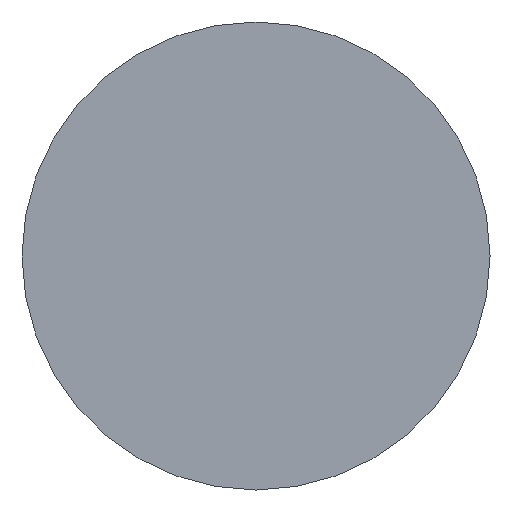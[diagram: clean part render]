
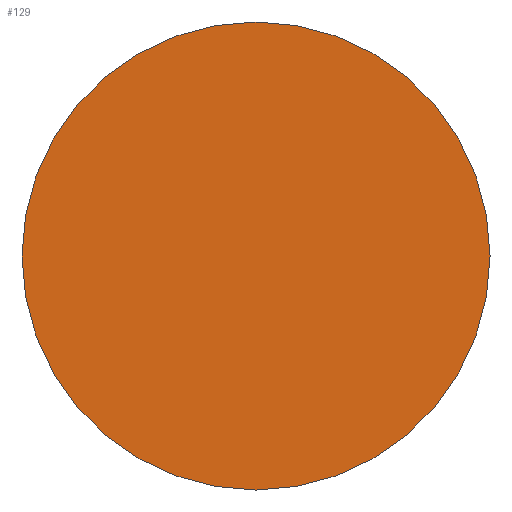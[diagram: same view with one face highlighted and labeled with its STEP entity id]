
A CAD part, front view. The second image highlights one B-rep face of the part: STEP entity #129.
In plain terms, the highlighted planar face has unit normal (0, -1, 0).
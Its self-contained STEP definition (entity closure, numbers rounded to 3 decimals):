
#129=ADVANCED_FACE('',(#306),#307,.T.);
#145=VERTEX_POINT('',#324);
#207=EDGE_CURVE('',#145,#261,#401,.T.);
#221=EDGE_CURVE('',#261,#145,#415,.T.);
#261=VERTEX_POINT('',#458);
#306=FACE_OUTER_BOUND('',#500,.T.);
#307=PLANE('',#501);
#324=CARTESIAN_POINT('',(15.0,-15.0,0.));
#401=CIRCLE('',#619,15.0);
#415=CIRCLE('',#638,15.0);
#458=CARTESIAN_POINT('',(-15.0,-15.0,0.));
#500=EDGE_LOOP('',(#722,#723));
#501=AXIS2_PLACEMENT_3D('',#724,#725,#726);
#619=AXIS2_PLACEMENT_3D('',#854,#855,#856);
#638=AXIS2_PLACEMENT_3D('',#864,#865,#866);
#722=ORIENTED_EDGE('',*,*,#207,.T.);
#723=ORIENTED_EDGE('',*,*,#221,.T.);
#724=CARTESIAN_POINT('',(0.0,-15.0,0.));
#725=DIRECTION('',(0.0,-1.0,0.));
#726=DIRECTION('',(1.0,0.0,0.0));
#854=CARTESIAN_POINT('',(0.0,-15.0,0.));
#855=DIRECTION('',(0.0,-1.0,0.));
#856=DIRECTION('',(1.0,0.0,0.0));
#864=CARTESIAN_POINT('',(0.0,-15.0,0.));
#865=DIRECTION('',(0.0,-1.0,0.));
#866=DIRECTION('',(1.0,0.0,0.0));
